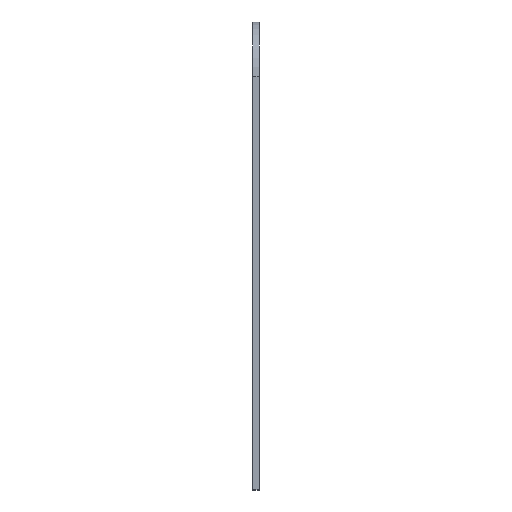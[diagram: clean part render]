
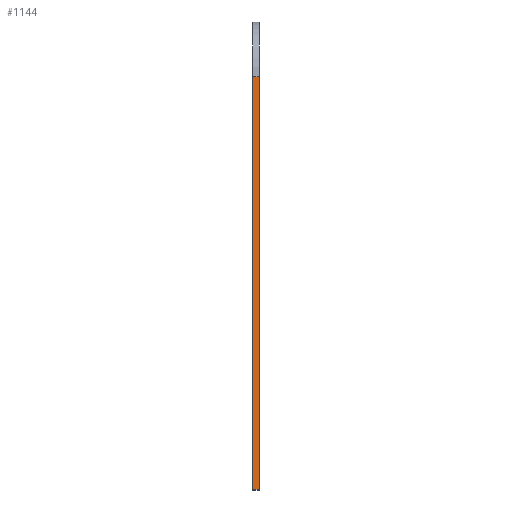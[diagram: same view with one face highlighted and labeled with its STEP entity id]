
A CAD part, top view. The second image highlights one B-rep face of the part: STEP entity #1144.
In plain terms, the highlighted planar face has unit normal (0, 0, 1).
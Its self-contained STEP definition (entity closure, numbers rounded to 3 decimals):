
#68=FACE_OUTER_BOUND('',#130,.T.);
#130=EDGE_LOOP('',(#873,#874,#875,#876));
#235=LINE('',#1706,#384);
#253=LINE('',#1751,#402);
#254=LINE('',#1754,#403);
#255=LINE('',#1755,#404);
#384=VECTOR('',#1367,10.);
#402=VECTOR('',#1411,10.);
#403=VECTOR('',#1414,10.);
#404=VECTOR('',#1415,10.);
#529=VERTEX_POINT('',#1703);
#530=VERTEX_POINT('',#1705);
#544=VERTEX_POINT('',#1749);
#545=VERTEX_POINT('',#1753);
#649=EDGE_CURVE('',#529,#530,#235,.T.);
#672=EDGE_CURVE('',#530,#544,#253,.T.);
#673=EDGE_CURVE('',#529,#545,#254,.T.);
#674=EDGE_CURVE('',#545,#544,#255,.T.);
#873=ORIENTED_EDGE('',*,*,#672,.F.);
#874=ORIENTED_EDGE('',*,*,#649,.F.);
#875=ORIENTED_EDGE('',*,*,#673,.T.);
#876=ORIENTED_EDGE('',*,*,#674,.T.);
#1092=PLANE('',#1226);
#1144=ADVANCED_FACE('',(#68),#1092,.F.);
#1226=AXIS2_PLACEMENT_3D('',#1752,#1412,#1413);
#1367=DIRECTION('',(0.,1.,0.));
#1411=DIRECTION('',(1.,0.,0.));
#1412=DIRECTION('center_axis',(0.,0.,-1.));
#1413=DIRECTION('ref_axis',(0.,1.,0.));
#1414=DIRECTION('',(1.,0.,0.));
#1415=DIRECTION('',(0.,1.,0.));
#1703=CARTESIAN_POINT('',(-75.,0.,180.));
#1705=CARTESIAN_POINT('',(-75.,300.15,180.));
#1706=CARTESIAN_POINT('',(-75.,90.,180.));
#1749=CARTESIAN_POINT('',(-70.,300.15,180.));
#1751=CARTESIAN_POINT('',(-75.,300.15,180.));
#1752=CARTESIAN_POINT('Origin',(-75.,0.,180.));
#1753=CARTESIAN_POINT('',(-70.,0.,180.));
#1754=CARTESIAN_POINT('',(-75.,0.,180.));
#1755=CARTESIAN_POINT('',(-70.,90.,180.));
